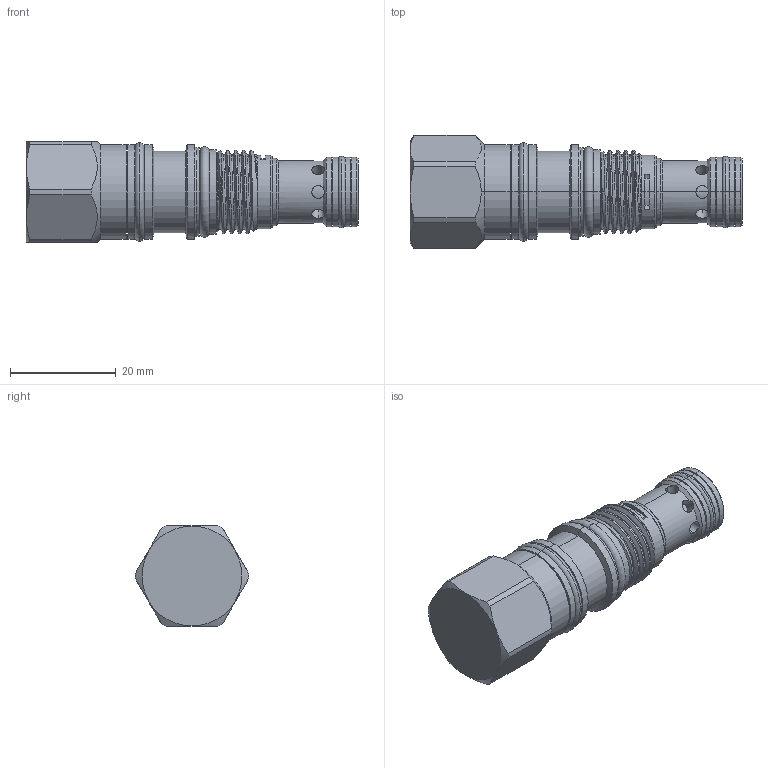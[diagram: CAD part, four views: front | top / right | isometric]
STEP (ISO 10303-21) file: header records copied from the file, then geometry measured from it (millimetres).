
FILE_DESCRIPTION (( 'STEP AP203' ), '1' );
FILE_NAME ('LR163A30-N.STEP', '2016-06-06T03:16:03', ( '' ), ( '' ), 'SwSTEP 2.0', 'SolidWorks 2012', '' );
FILE_SCHEMA (( 'CONFIG_CONTROL_DESIGN' ));
Length unit declared in the file: millimetre
Products named in the file (1): LR163A30-N
Bounding box: 62.77 x 21.4 x 19.05 mm (x, y, z)
Volume: 12656.5 mm3; surface area: 6000.4 mm2
Topology: 7 solids, 8 shells, 168 faces, 399 edges, 251 vertices
Faces by surface type: cylinder 95, plane 28, cone 28, torus 14, bspline 3
Entity records: 6980 total; most frequent: CARTESIAN_POINT 3104, ORIENTED_EDGE 798, DIRECTION 792, EDGE_CURVE 399, AXIS2_PLACEMENT_3D 336, VERTEX_POINT 251, EDGE_LOOP 186, CIRCLE 170
